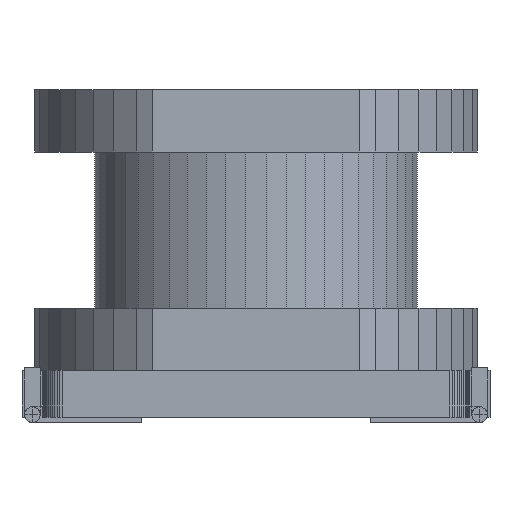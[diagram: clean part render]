
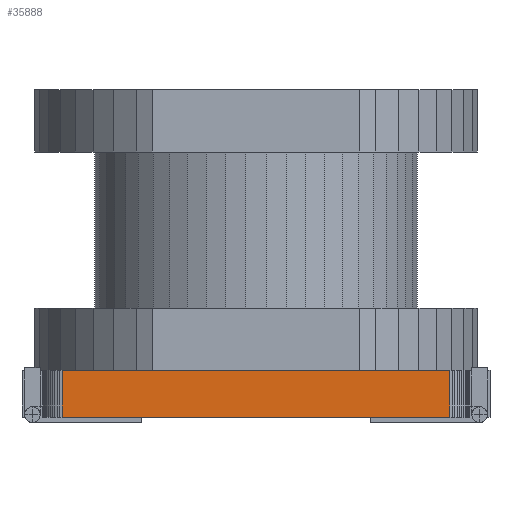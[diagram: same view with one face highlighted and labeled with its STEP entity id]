
A CAD part, front view. The second image highlights one B-rep face of the part: STEP entity #35888.
In plain terms, the highlighted planar face has unit normal (0, -1, 0).
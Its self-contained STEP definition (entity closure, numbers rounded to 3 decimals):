
#34876 = VERTEX_POINT('',#34877);
#34877 = CARTESIAN_POINT('',(-1.863,-1.95,
    0.5));
#34883 = EDGE_CURVE('',#34876,#34884,#34886,.T.);
#34884 = VERTEX_POINT('',#34885);
#34885 = CARTESIAN_POINT('',(1.863,-1.95,
    0.5));
#34886 = LINE('',#34887,#34888);
#34887 = CARTESIAN_POINT('',(-1.863,-1.95,
    0.5));
#34888 = VECTOR('',#34889,1.);
#34889 = DIRECTION('',(1.,0.,0.));
#35212 = VERTEX_POINT('',#35213);
#35213 = CARTESIAN_POINT('',(1.863,-1.95,
    0.05));
#35219 = EDGE_CURVE('',#35220,#35212,#35222,.T.);
#35220 = VERTEX_POINT('',#35221);
#35221 = CARTESIAN_POINT('',(-1.863,-1.95,
    0.05));
#35222 = LINE('',#35223,#35224);
#35223 = CARTESIAN_POINT('',(-1.837,-1.95,
    0.05));
#35224 = VECTOR('',#35225,1.);
#35225 = DIRECTION('',(1.,0.,0.));
#35876 = EDGE_CURVE('',#35212,#34884,#35877,.T.);
#35877 = LINE('',#35878,#35879);
#35878 = CARTESIAN_POINT('',(1.863,-1.95,
    0.05));
#35879 = VECTOR('',#35880,1.);
#35880 = DIRECTION('',(0.,0.,1.));
#35888 = ADVANCED_FACE('',(#35889),#35900,.T.);
#35889 = FACE_BOUND('',#35890,.T.);
#35890 = EDGE_LOOP('',(#35891,#35892,#35898,#35899));
#35891 = ORIENTED_EDGE('',*,*,#34883,.F.);
#35892 = ORIENTED_EDGE('',*,*,#35893,.F.);
#35893 = EDGE_CURVE('',#35220,#34876,#35894,.T.);
#35894 = LINE('',#35895,#35896);
#35895 = CARTESIAN_POINT('',(-1.863,-1.95,
    0.05));
#35896 = VECTOR('',#35897,1.);
#35897 = DIRECTION('',(0.,0.,1.));
#35898 = ORIENTED_EDGE('',*,*,#35219,.T.);
#35899 = ORIENTED_EDGE('',*,*,#35876,.T.);
#35900 = PLANE('',#35901);
#35901 = AXIS2_PLACEMENT_3D('',#35902,#35903,#35904);
#35902 = CARTESIAN_POINT('',(0.,-1.95,0.275));
#35903 = DIRECTION('',(-0.,-1.,-0.));
#35904 = DIRECTION('',(0.,0.,-1.));
